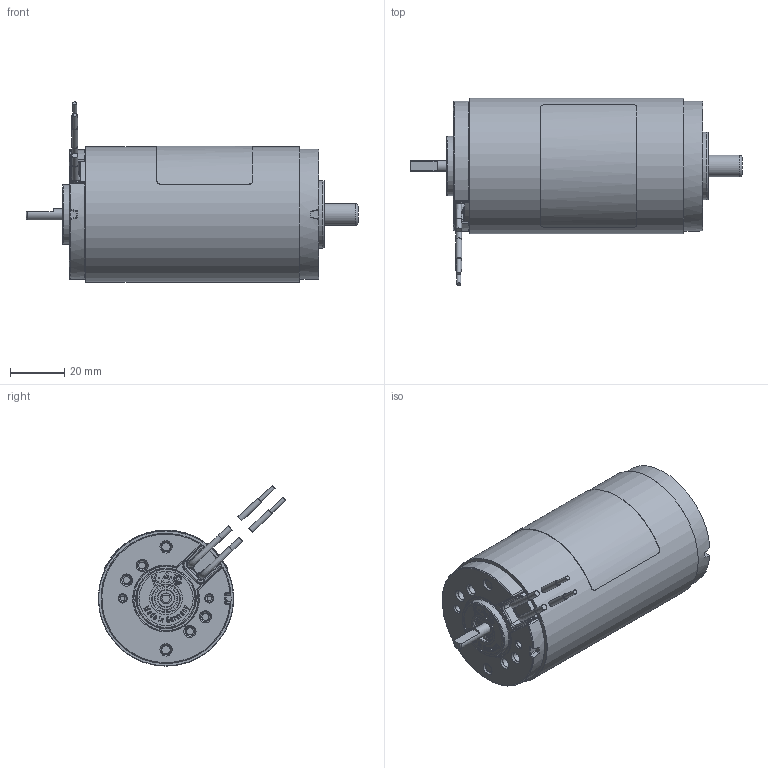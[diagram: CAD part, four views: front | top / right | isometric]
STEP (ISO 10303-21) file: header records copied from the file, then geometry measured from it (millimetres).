
FILE_DESCRIPTION(/* description */ (''),/* implementation_level */ '2;1');
FILE_NAME(/* name */ '225049_000-M50x28_I.stp',/* time_stamp */ '2019-07-24T07:53:17+02:00',/* author */ (''),/* organization */ (''),/* preprocessor_version */ 'ST-DEVELOPER v16.7',/* originating_system */ 'SIEMENS PLM Software NX 12.0',/* authorisation */ '');
FILE_SCHEMA (('AUTOMOTIVE_DESIGN { 1 0 10303 214 3 1 1 1 }'));
Length unit declared in the file: millimetre
Products named in the file (1): Rich1F387A1E4rih
Bounding box: 122.5 x 69.18 x 66.54 mm (x, y, z)
Volume: 73289.2 mm3; surface area: 54375.3 mm2
Topology: 19 solids, 19 shells, 2790 faces, 6914 edges, 4437 vertices
Faces by surface type: plane 1615, cylinder 465, extrusion 297, torus 203, cone 90, bspline 77, sphere 43
Full cylindrical faces by diameter (mm): 1 x2, 1.2 x4, 1.5 x3, 2.15 x2, 2.7 x2, 3 x2, 3.3 x2, 3.4 x2, 3.6 x6, 3.75 x4, 3.9 x2, 4 x9, 4.3 x2, 6 x2, 7 x2, 7.2 x2, 8 x1, 8.05 x2, 8.63 x1, 10 x1, 11.54 x2, 12 x1, 15.083 x1, 16 x1, 16.5 x1, 19 x1, 20 x1, 22 x2, 25 x2, 26.5 x1
Entity records: 91558 total; most frequent: CARTESIAN_POINT 27308, ORIENTED_EDGE 13338, DIRECTION 12180, EDGE_CURVE 6669, VECTOR 4588, VERTEX_POINT 4389, LINE 4291, AXIS2_PLACEMENT_3D 3796
